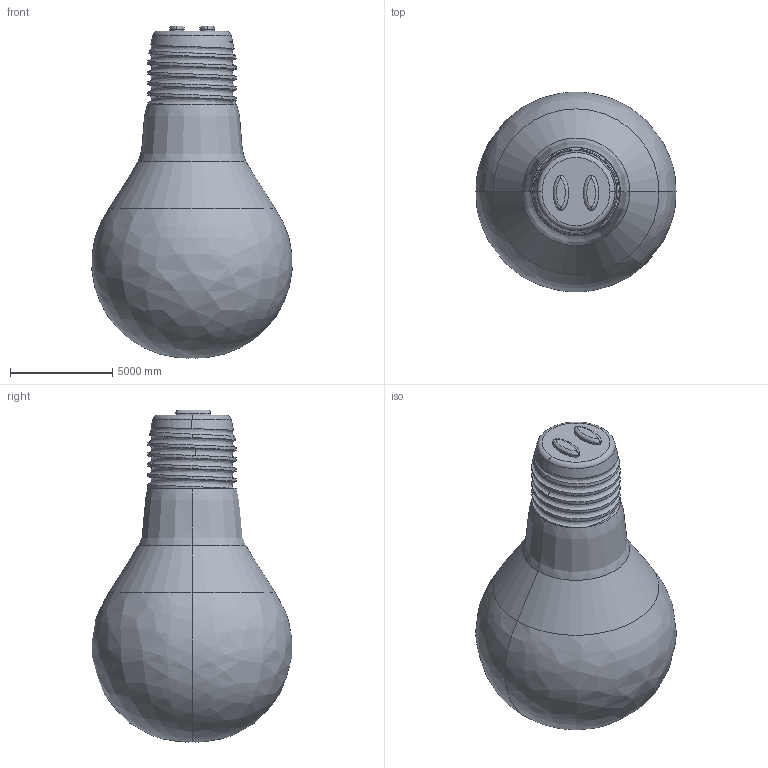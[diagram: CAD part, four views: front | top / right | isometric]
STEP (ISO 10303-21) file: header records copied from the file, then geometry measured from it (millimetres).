
FILE_DESCRIPTION((''),'2;1');
FILE_NAME('PRT0001','2016-05-10T',('MadhuRaj'),(''),'PRO/ENGINEER BY PARAMETRIC TECHNOLOGY CORPORATION, 2012130','PRO/ENGINEER BY PARAMETRIC TECHNOLOGY CORPORATION, 2012130','');
FILE_SCHEMA(('CONFIG_CONTROL_DESIGN'));
Length unit declared in the file: inch
Products named in the file (1): PRT0001
Bounding box: 9768.79 x 9747.06 x 16210.71 mm (x, y, z)
Volume: 38300558017.2 mm3; surface area: 485155544.3 mm2
Topology: 1 solids, 4 shells, 124 faces, 323 edges, 199 vertices
Faces by surface type: cylinder 50, bspline 28, revolution 20, plane 16, cone 4, extrusion 4, torus 2
Entity records: 8308 total; most frequent: CARTESIAN_POINT 5707, ORIENTED_EDGE 634, DIRECTION 353, EDGE_CURVE 317, B_SPLINE_CURVE_WITH_KNOTS 216, VERTEX_POINT 199, AXIS2_PLACEMENT_3D 131, EDGE_LOOP 128
